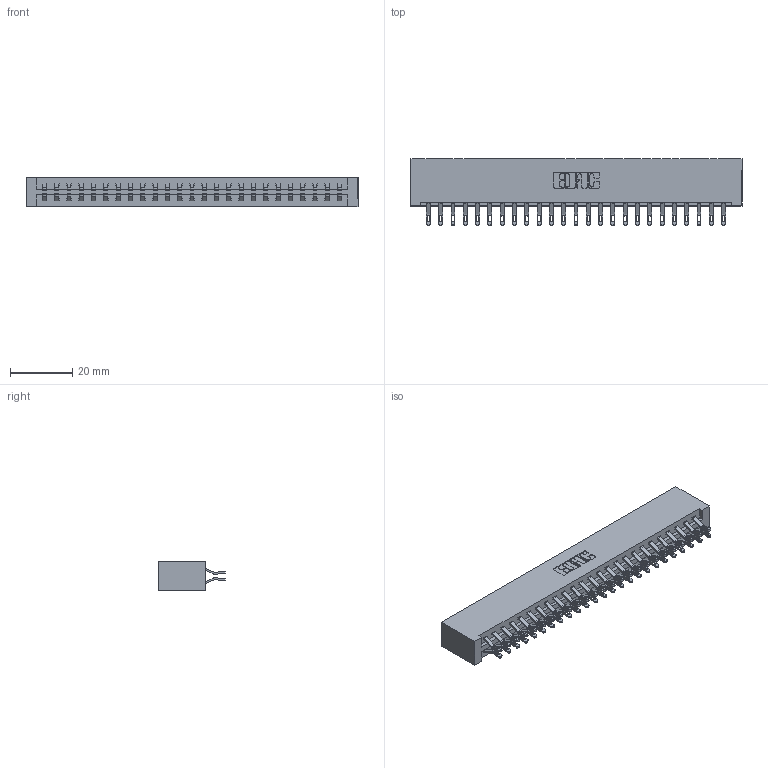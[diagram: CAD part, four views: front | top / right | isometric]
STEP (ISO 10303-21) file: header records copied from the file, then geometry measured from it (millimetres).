
FILE_DESCRIPTION (( 'STEP AP203' ), '1' );
FILE_NAME ('337-050-555-201.STEP', '2018-08-09T21:21:00', ( '' ), ( '' ), 'SwSTEP 2.0', 'SolidWorks 2016', '' );
FILE_SCHEMA (( 'CONFIG_CONTROL_DESIGN' ));
Length unit declared in the file: inch
Products named in the file (3): 345-292-001_555 Tail; 337 Part_No Mounting Lugs; 337-050-555-201
Assembly tree (51 placements, depth 2):
  337-050-555-201
    337 Part_No Mounting Lugs
    345-292-001_555 Tail  x50
Bounding box: 106.93 x 21.47 x 9.4 mm (x, y, z)
Volume: 11949 mm3; surface area: 13945.9 mm2
Topology: 51 solids, 51 shells, 3106 faces, 9737 edges, 6490 vertices
Faces by surface type: plane 1866, cylinder 1240
Entity records: 21631 total; most frequent: CARTESIAN_POINT 3692, ORIENTED_EDGE 3598, DIRECTION 3135, EDGE_CURVE 1799, LINE 1659, VECTOR 1659, VERTEX_POINT 1198, AXIS2_PLACEMENT_3D 738
